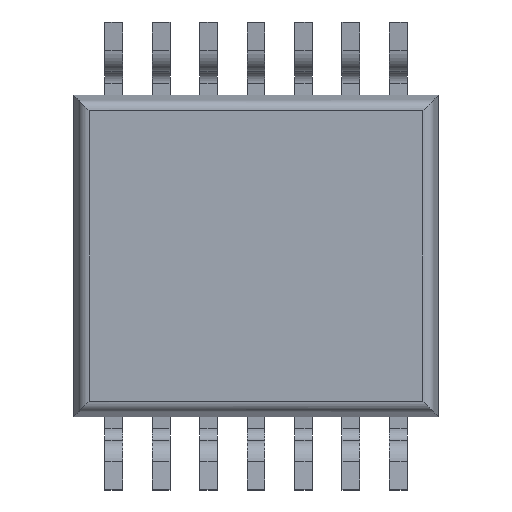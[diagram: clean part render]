
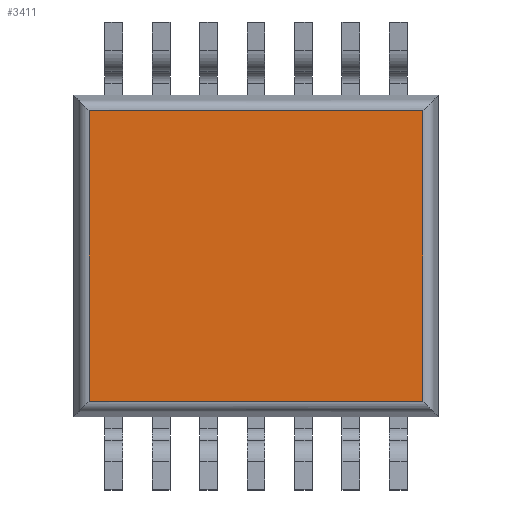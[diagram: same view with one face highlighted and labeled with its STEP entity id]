
A CAD part, front view. The second image highlights one B-rep face of the part: STEP entity #3411.
In plain terms, the highlighted planar face has unit normal (0, -1, 0).
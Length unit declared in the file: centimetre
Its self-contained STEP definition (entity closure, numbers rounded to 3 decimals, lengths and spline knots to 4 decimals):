
#200=PLANE('',#3605);
#309=VERTEX_POINT('',#4747);
#310=VERTEX_POINT('',#4748);
#313=VERTEX_POINT('',#4756);
#315=VERTEX_POINT('',#4762);
#663=VECTOR('',#3891,1.);
#665=VECTOR('',#3899,1.);
#667=VECTOR('',#3905,1.);
#669=VECTOR('',#3911,1.);
#1035=LINE('',#4746,#663);
#1037=LINE('',#4755,#665);
#1039=LINE('',#4761,#667);
#1041=LINE('',#4767,#669);
#1407=EDGE_CURVE('',#309,#310,#1035,.T.);
#1411=EDGE_CURVE('',#313,#309,#1037,.T.);
#1414=EDGE_CURVE('',#310,#315,#1039,.T.);
#1417=EDGE_CURVE('',#315,#313,#1041,.T.);
#1969=ORIENTED_EDGE('',*,*,#1407,.F.);
#1970=ORIENTED_EDGE('',*,*,#1411,.F.);
#1971=ORIENTED_EDGE('',*,*,#1417,.F.);
#1972=ORIENTED_EDGE('',*,*,#1414,.F.);
#3027=EDGE_LOOP('',(#1969,#1970,#1971,#1972));
#3219=FACE_BOUND('',#3027,.T.);
#3411=ADVANCED_FACE('',(#3219),#200,.F.);
#3605=AXIS2_PLACEMENT_3D('',#4779,#3920,$);
#3891=DIRECTION('',(1.,0.,0.));
#3899=DIRECTION('',(0.,0.,1.));
#3905=DIRECTION('',(0.,0.,-1.));
#3911=DIRECTION('',(-1.,0.,0.));
#3920=DIRECTION('',(0.,1.,0.));
#4746=CARTESIAN_POINT('',(0.,0.005,0.1987));
#4747=CARTESIAN_POINT('',(-0.2287,0.005,0.1987));
#4748=CARTESIAN_POINT('',(0.2287,0.005,0.1987));
#4755=CARTESIAN_POINT('',(-0.2287,0.005,0.));
#4756=CARTESIAN_POINT('',(-0.2287,0.005,-0.1987));
#4761=CARTESIAN_POINT('',(0.2287,0.005,0.));
#4762=CARTESIAN_POINT('',(0.2287,0.005,-0.1987));
#4767=CARTESIAN_POINT('',(0.,0.005,-0.1987));
#4779=CARTESIAN_POINT('',(0.,0.005,0.));
